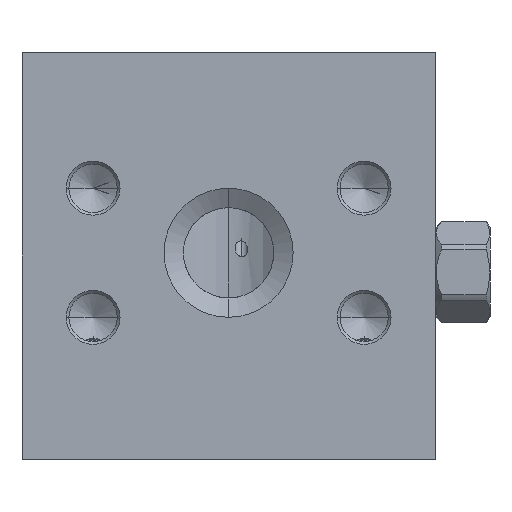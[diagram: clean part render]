
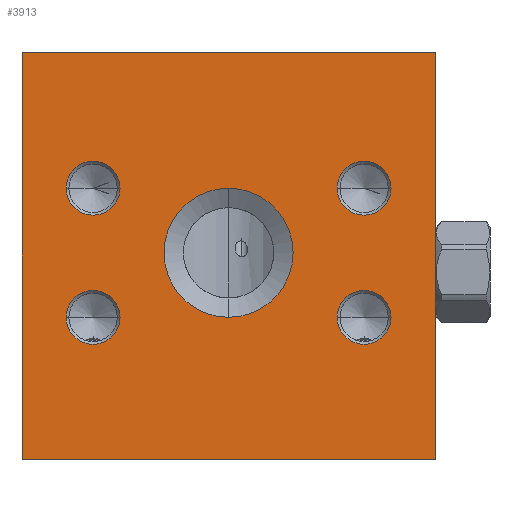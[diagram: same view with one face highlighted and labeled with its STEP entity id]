
A CAD part, left-side view. The second image highlights one B-rep face of the part: STEP entity #3913.
In plain terms, the highlighted planar face has unit normal (-1, 0, 0).
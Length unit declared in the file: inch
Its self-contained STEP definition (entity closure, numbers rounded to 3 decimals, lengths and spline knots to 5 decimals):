
#1=DIRECTION('',(0.,-1.,0.));
#2=VECTOR('',#1,4.);
#3=CARTESIAN_POINT('',(0.,0.,0.));
#4=LINE('',#3,#2);
#117=DIRECTION('',(0.,0.,1.));
#118=VECTOR('',#117,3.938);
#119=CARTESIAN_POINT('',(0.,0.,0.));
#120=LINE('',#119,#118);
#121=CARTESIAN_POINT('',(0.,-2.,2.));
#122=DIRECTION('',(1.,0.,0.));
#123=DIRECTION('',(0.,0.,-1.));
#124=AXIS2_PLACEMENT_3D('',#121,#122,#123);
#126=CARTESIAN_POINT('',(0.,-2.,2.));
#127=DIRECTION('',(1.,0.,0.));
#128=DIRECTION('',(0.,0.,1.));
#129=AXIS2_PLACEMENT_3D('',#126,#127,#128);
#131=CARTESIAN_POINT('',(0.,-3.312,1.375));
#132=DIRECTION('',(1.,0.,0.));
#133=DIRECTION('',(0.,1.,0.));
#134=AXIS2_PLACEMENT_3D('',#131,#132,#133);
#136=CARTESIAN_POINT('',(0.,-3.312,1.375));
#137=DIRECTION('',(1.,0.,0.));
#138=DIRECTION('',(0.,-1.,0.));
#139=AXIS2_PLACEMENT_3D('',#136,#137,#138);
#141=CARTESIAN_POINT('',(0.,-0.688,1.375));
#142=DIRECTION('',(1.,0.,0.));
#143=DIRECTION('',(0.,1.,0.));
#144=AXIS2_PLACEMENT_3D('',#141,#142,#143);
#146=CARTESIAN_POINT('',(0.,-0.688,1.375));
#147=DIRECTION('',(1.,0.,0.));
#148=DIRECTION('',(0.,-1.,0.));
#149=AXIS2_PLACEMENT_3D('',#146,#147,#148);
#151=CARTESIAN_POINT('',(0.,-0.688,2.625));
#152=DIRECTION('',(1.,0.,0.));
#153=DIRECTION('',(0.,1.,0.));
#154=AXIS2_PLACEMENT_3D('',#151,#152,#153);
#156=CARTESIAN_POINT('',(0.,-0.688,2.625));
#157=DIRECTION('',(1.,0.,0.));
#158=DIRECTION('',(0.,-1.,0.));
#159=AXIS2_PLACEMENT_3D('',#156,#157,#158);
#161=CARTESIAN_POINT('',(0.,-3.312,2.625));
#162=DIRECTION('',(1.,0.,0.));
#163=DIRECTION('',(0.,1.,0.));
#164=AXIS2_PLACEMENT_3D('',#161,#162,#163);
#166=CARTESIAN_POINT('',(0.,-3.312,2.625));
#167=DIRECTION('',(1.,0.,0.));
#168=DIRECTION('',(0.,-1.,0.));
#169=AXIS2_PLACEMENT_3D('',#166,#167,#168);
#249=DIRECTION('',(0.,0.,1.));
#250=VECTOR('',#249,3.938);
#251=CARTESIAN_POINT('',(0.,-4.,0.));
#252=LINE('',#251,#250);
#263=DIRECTION('',(0.,-1.,0.));
#264=VECTOR('',#263,4.);
#265=CARTESIAN_POINT('',(0.,0.,3.938));
#266=LINE('',#265,#264);
#3195=CARTESIAN_POINT('',(0.,0.,0.));
#3196=CARTESIAN_POINT('',(0.,-4.,0.));
#3197=VERTEX_POINT('',#3195);
#3198=VERTEX_POINT('',#3196);
#3203=CARTESIAN_POINT('',(0.,0.,3.938));
#3204=CARTESIAN_POINT('',(0.,-4.,3.938));
#3205=VERTEX_POINT('',#3203);
#3206=VERTEX_POINT('',#3204);
#3335=CARTESIAN_POINT('',(0.,-2.,1.375));
#3336=CARTESIAN_POINT('',(0.,-2.,2.625));
#3337=VERTEX_POINT('',#3335);
#3338=VERTEX_POINT('',#3336);
#3345=CARTESIAN_POINT('',(0.,-3.051,1.375));
#3347=VERTEX_POINT('',#3345);
#3349=CARTESIAN_POINT('',(0.,-3.573,1.375));
#3351=VERTEX_POINT('',#3349);
#3359=CARTESIAN_POINT('',(0.,-0.427,1.375));
#3361=VERTEX_POINT('',#3359);
#3363=CARTESIAN_POINT('',(0.,-0.949,1.375));
#3365=VERTEX_POINT('',#3363);
#3373=CARTESIAN_POINT('',(0.,-0.427,2.625));
#3375=VERTEX_POINT('',#3373);
#3377=CARTESIAN_POINT('',(0.,-0.949,2.625));
#3379=VERTEX_POINT('',#3377);
#3387=CARTESIAN_POINT('',(0.,-3.051,2.625));
#3389=VERTEX_POINT('',#3387);
#3391=CARTESIAN_POINT('',(0.,-3.573,2.625));
#3393=VERTEX_POINT('',#3391);
#3869=CARTESIAN_POINT('',(0.,0.,0.));
#3870=DIRECTION('',(-1.,0.,0.));
#3871=DIRECTION('',(0.,-1.,0.));
#3872=AXIS2_PLACEMENT_3D('',#3869,#3870,#3871);
#3873=PLANE('',#3872);
#3874=ORIENTED_EDGE('',*,*,#3798,.F.);
#3876=ORIENTED_EDGE('',*,*,#3875,.T.);
#3878=ORIENTED_EDGE('',*,*,#3877,.T.);
#3880=ORIENTED_EDGE('',*,*,#3879,.F.);
#3881=EDGE_LOOP('',(#3874,#3876,#3878,#3880));
#3882=FACE_OUTER_BOUND('',#3881,.F.);
#3884=ORIENTED_EDGE('',*,*,#3883,.F.);
#3886=ORIENTED_EDGE('',*,*,#3885,.F.);
#3887=EDGE_LOOP('',(#3884,#3886));
#3888=FACE_BOUND('',#3887,.F.);
#3890=ORIENTED_EDGE('',*,*,#3889,.F.);
#3892=ORIENTED_EDGE('',*,*,#3891,.F.);
#3893=EDGE_LOOP('',(#3890,#3892));
#3894=FACE_BOUND('',#3893,.F.);
#3896=ORIENTED_EDGE('',*,*,#3895,.F.);
#3898=ORIENTED_EDGE('',*,*,#3897,.F.);
#3899=EDGE_LOOP('',(#3896,#3898));
#3900=FACE_BOUND('',#3899,.F.);
#3902=ORIENTED_EDGE('',*,*,#3901,.F.);
#3904=ORIENTED_EDGE('',*,*,#3903,.F.);
#3905=EDGE_LOOP('',(#3902,#3904));
#3906=FACE_BOUND('',#3905,.F.);
#3908=ORIENTED_EDGE('',*,*,#3907,.F.);
#3910=ORIENTED_EDGE('',*,*,#3909,.F.);
#3911=EDGE_LOOP('',(#3908,#3910));
#3912=FACE_BOUND('',#3911,.F.);
#3913=ADVANCED_FACE('',(#3882,#3888,#3894,#3900,#3906,#3912),#3873,.T.);
#125=CIRCLE('',#124,0.625);
#130=CIRCLE('',#129,0.625);
#135=CIRCLE('',#134,0.261);
#140=CIRCLE('',#139,0.261);
#145=CIRCLE('',#144,0.261);
#150=CIRCLE('',#149,0.261);
#155=CIRCLE('',#154,0.261);
#160=CIRCLE('',#159,0.261);
#165=CIRCLE('',#164,0.261);
#170=CIRCLE('',#169,0.261);
#3798=EDGE_CURVE('',#3197,#3198,#4,.T.);
#3875=EDGE_CURVE('',#3197,#3205,#120,.T.);
#3877=EDGE_CURVE('',#3205,#3206,#266,.T.);
#3879=EDGE_CURVE('',#3198,#3206,#252,.T.);
#3883=EDGE_CURVE('',#3337,#3338,#125,.T.);
#3885=EDGE_CURVE('',#3338,#3337,#130,.T.);
#3889=EDGE_CURVE('',#3347,#3351,#135,.T.);
#3891=EDGE_CURVE('',#3351,#3347,#140,.T.);
#3895=EDGE_CURVE('',#3361,#3365,#145,.T.);
#3897=EDGE_CURVE('',#3365,#3361,#150,.T.);
#3901=EDGE_CURVE('',#3375,#3379,#155,.T.);
#3903=EDGE_CURVE('',#3379,#3375,#160,.T.);
#3907=EDGE_CURVE('',#3389,#3393,#165,.T.);
#3909=EDGE_CURVE('',#3393,#3389,#170,.T.);
